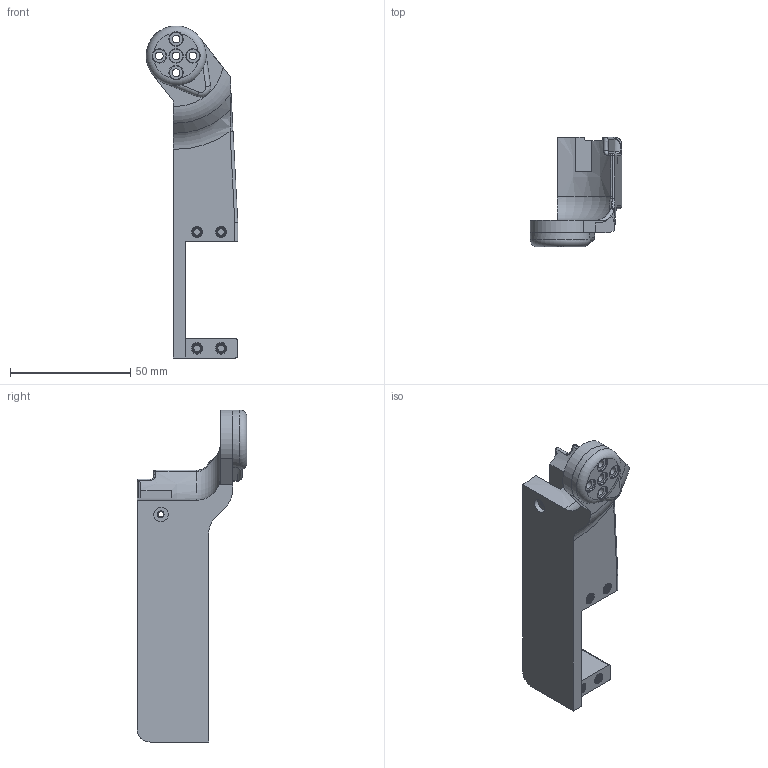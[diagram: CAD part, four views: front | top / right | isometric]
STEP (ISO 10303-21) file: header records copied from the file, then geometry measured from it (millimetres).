
FILE_DESCRIPTION(/* description */ (''),/* implementation_level */ '2;1');
FILE_NAME(/* name */ 'Left_MidLimb.step',/* time_stamp */ '2021-12-09T17:05:10-08:00',/* author */ (''),/* organization */ (''),/* preprocessor_version */ 'ST-DEVELOPER v18.1',/* originating_system */ 'Autodesk Translation Framework v10.10.0.1391',/* authorisation */ '');
FILE_SCHEMA (('AUTOMOTIVE_DESIGN { 1 0 10303 214 3 1 1 }'));
Length unit declared in the file: millimetre
Products named in the file (2): Left_MidLimb; F1-B-M3-Heatfit v1
Assembly tree (5 placements, depth 2):
  Left_MidLimb
    F1-B-M3-Heatfit v1  x5
Bounding box: 38.11 x 45.8 x 138.28 mm (x, y, z)
Volume: 56453.4 mm3; surface area: 18986.4 mm2
Topology: 7 solids, 7 shells, 936 faces, 2652 edges, 1753 vertices
Faces by surface type: bspline 432, cylinder 390, plane 72, cone 27, torus 13, sphere 2
Full cylindrical faces by diameter (mm): 2.529 x15, 2.82 x55, 3.086 x9, 3.2 x5, 4.133 x5, 4.148 x5, 4.2 x5, 4.443 x5, 5.6 x5, 6 x1, 20.2 x2
Entity records: 19339 total; most frequent: CARTESIAN_POINT 11524, ORIENTED_EDGE 1896, DIRECTION 1277, EDGE_CURVE 948, VERTEX_POINT 621, AXIS2_PLACEMENT_3D 475, EDGE_LOOP 373, FACE_OUTER_BOUND 344
